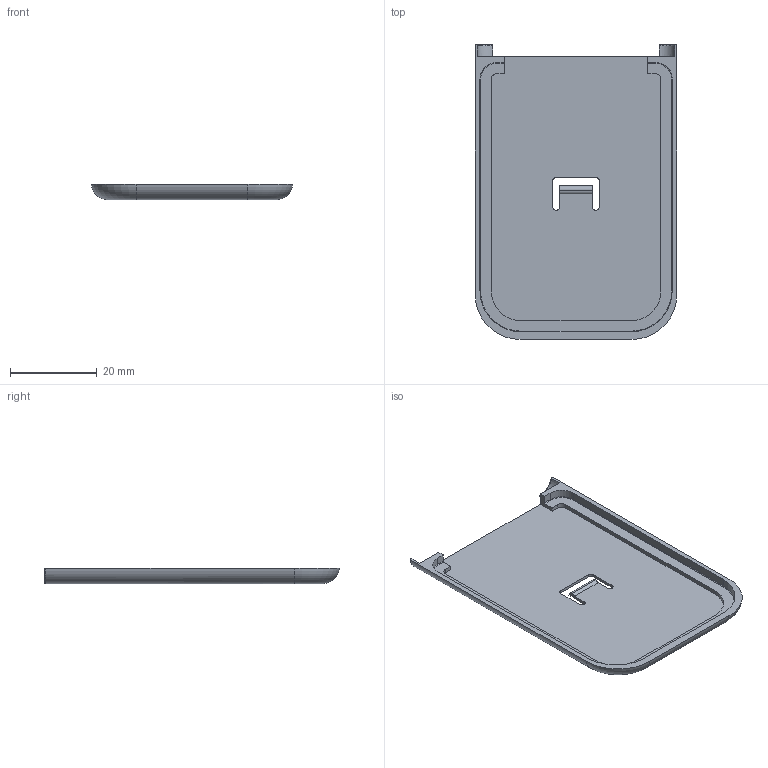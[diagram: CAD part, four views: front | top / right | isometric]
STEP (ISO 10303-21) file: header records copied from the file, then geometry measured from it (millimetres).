
FILE_DESCRIPTION (( 'STEP AP203' ), '1' );
FILE_NAME ('NNP-DWG-110-021-000 Insulator Nest, Top.STEP', '2024-08-21T14:06:38', ( '' ), ( '' ), 'SwSTEP 2.0', 'SolidWorks 2024', '' );
FILE_SCHEMA (( 'CONFIG_CONTROL_DESIGN' ));
Length unit declared in the file: inch
Products named in the file (1): NNP-DWG-110-021-000 Insulator Nest, Top
Bounding box: 46.57 x 68.04 x 3.56 mm (x, y, z)
Volume: 2424.5 mm3; surface area: 6856.9 mm2
Topology: 1 solids, 1 shells, 59 faces, 161 edges, 104 vertices
Faces by surface type: cylinder 26, plane 25, torus 6, bspline 2
Entity records: 2280 total; most frequent: CARTESIAN_POINT 675, DIRECTION 325, ORIENTED_EDGE 322, EDGE_CURVE 161, AXIS2_PLACEMENT_3D 114, VERTEX_POINT 104, VECTOR 97, LINE 97
